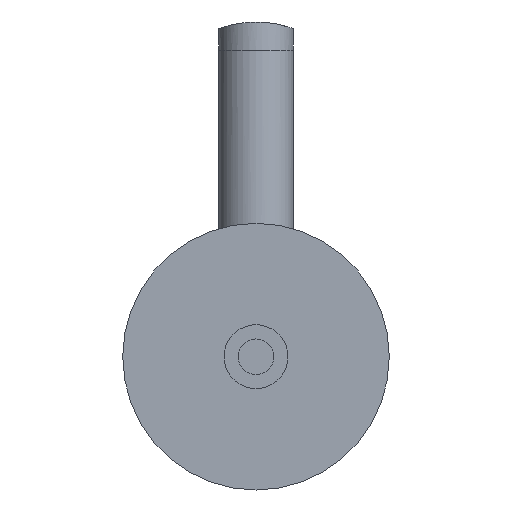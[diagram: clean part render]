
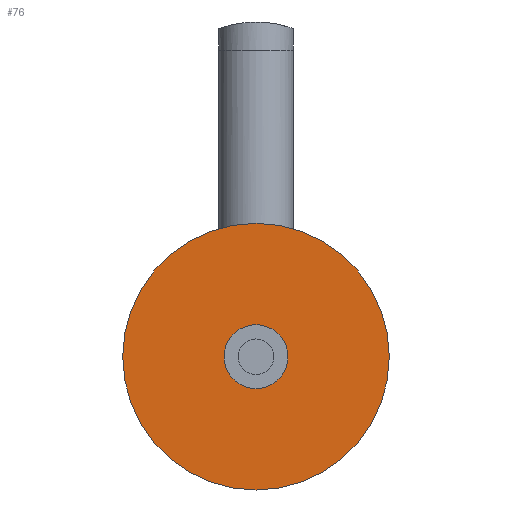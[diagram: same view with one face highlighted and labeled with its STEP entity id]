
A CAD part, left-side view. The second image highlights one B-rep face of the part: STEP entity #76.
In plain terms, the highlighted planar face has unit normal (-1, 0, 0).
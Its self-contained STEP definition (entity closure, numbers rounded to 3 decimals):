
#76=ADVANCED_FACE('',(#126,#127),#103,.T.);
#103=PLANE('',#478);
#126=FACE_BOUND('',#164,.T.);
#127=FACE_BOUND('',#165,.T.);
#164=EDGE_LOOP('',(#217));
#165=EDGE_LOOP('',(#218));
#217=ORIENTED_EDGE('',*,*,#324,.T.);
#218=ORIENTED_EDGE('',*,*,#325,.F.);
#292=VERTEX_POINT('',#802);
#293=VERTEX_POINT('',#804);
#324=EDGE_CURVE('',#292,#292,#355,.T.);
#325=EDGE_CURVE('',#293,#293,#356,.T.);
#355=CIRCLE('',#476,6.);
#356=CIRCLE('',#477,25.);
#476=AXIS2_PLACEMENT_3D('',#801,#544,#545);
#477=AXIS2_PLACEMENT_3D('',#803,#546,#547);
#478=AXIS2_PLACEMENT_3D('',#805,#548,#549);
#544=DIRECTION('',(1.,0.,0.));
#545=DIRECTION('',(0.,0.,-1.));
#546=DIRECTION('',(1.,0.,0.));
#547=DIRECTION('',(0.,0.,-1.));
#548=DIRECTION('',(-1.,0.,0.));
#549=DIRECTION('',(0.,0.,1.));
#801=CARTESIAN_POINT('',(0.,0.,0.));
#802=CARTESIAN_POINT('',(0.,0.,-6.));
#803=CARTESIAN_POINT('',(0.,0.,0.));
#804=CARTESIAN_POINT('',(0.,0.,-25.));
#805=CARTESIAN_POINT('',(0.,0.,0.));
